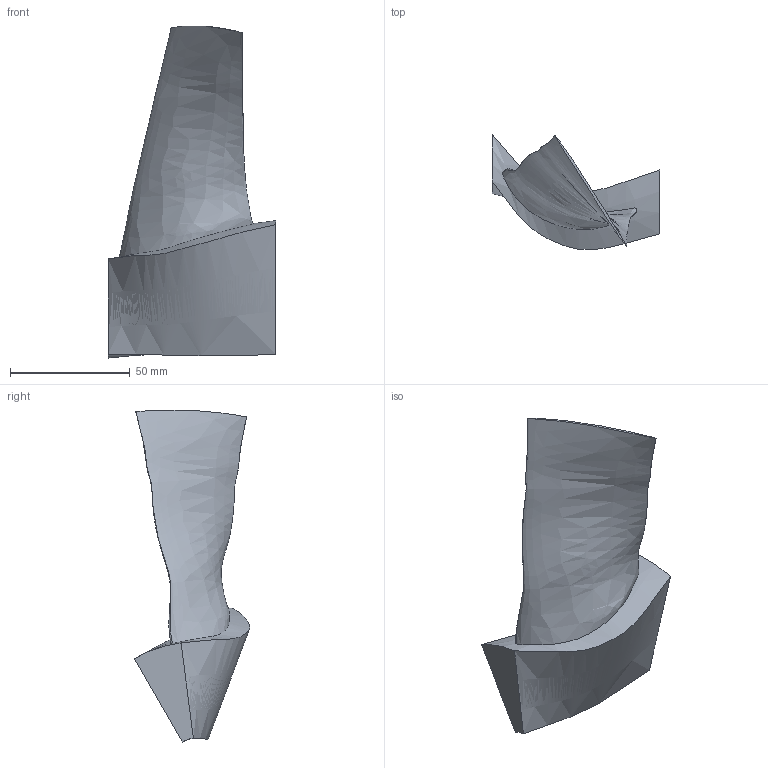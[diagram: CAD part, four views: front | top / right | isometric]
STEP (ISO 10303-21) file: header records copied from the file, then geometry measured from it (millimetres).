
FILE_DESCRIPTION(('Open CASCADE Model'),'2;1');
FILE_NAME('Open CASCADE Shape Model','2020-12-09T12:00:27',('Author'),( 'Open CASCADE'),'Open CASCADE STEP processor 7.3','Open CASCADE 7.3' ,'Unknown');
FILE_SCHEMA(('AUTOMOTIVE_DESIGN { 1 0 10303 214 1 1 1 1 }'));
Length unit declared in the file: millimetre
Products named in the file (1): Open CASCADE STEP translator 7.3 1
Bounding box: 70.07 x 48.29 x 138.78 mm (x, y, z)
Volume: 60905.3 mm3; surface area: 20383.2 mm2
Topology: 1 solids, 1 shells, 9 faces, 18 edges, 12 vertices
Faces by surface type: revolution 4, bspline 4, cylinder 1
Entity records: 5450 total; most frequent: CARTESIAN_POINT 5116, DIRECTION 36, ORIENTED_EDGE 36, PCURVE 36, DEFINITIONAL_REPRESENTATION 36, B_SPLINE_CURVE_WITH_KNOTS 32, LINE 24, VECTOR 24
